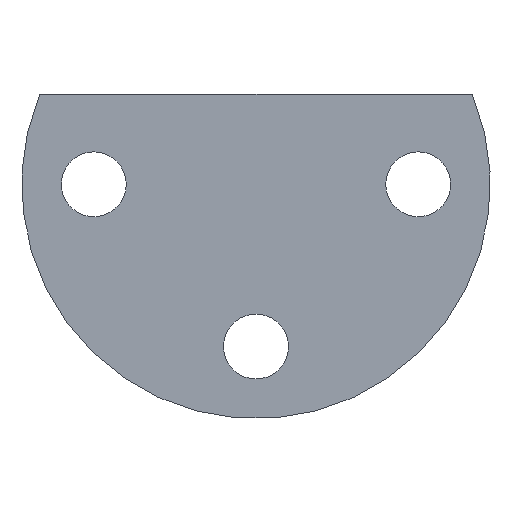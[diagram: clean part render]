
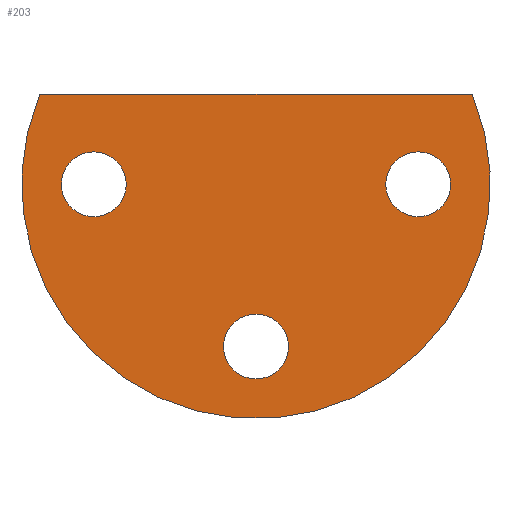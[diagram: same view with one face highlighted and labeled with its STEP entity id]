
A CAD part, left-side view. The second image highlights one B-rep face of the part: STEP entity #203.
In plain terms, the highlighted planar face has unit normal (-1, 0, 0).
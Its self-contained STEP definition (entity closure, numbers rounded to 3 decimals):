
#203 = ADVANCED_FACE( '', ( #401, #402, #403, #404 ), #405, .F. );
#401 = FACE_OUTER_BOUND( '', #585, .T. );
#402 = FACE_BOUND( '', #586, .T. );
#403 = FACE_BOUND( '', #587, .T. );
#404 = FACE_BOUND( '', #588, .T. );
#405 = PLANE( '', #589 );
#585 = EDGE_LOOP( '', ( #948, #949 ) );
#586 = EDGE_LOOP( '', ( #950 ) );
#587 = EDGE_LOOP( '', ( #951 ) );
#588 = EDGE_LOOP( '', ( #952 ) );
#589 = AXIS2_PLACEMENT_3D( '', #953, #954, #955 );
#948 = ORIENTED_EDGE( '', *, *, #1026, .F. );
#949 = ORIENTED_EDGE( '', *, *, #1081, .T. );
#950 = ORIENTED_EDGE( '', *, *, #1077, .F. );
#951 = ORIENTED_EDGE( '', *, *, #1033, .T. );
#952 = ORIENTED_EDGE( '', *, *, #1090, .F. );
#953 = CARTESIAN_POINT( '', ( 0., 0., 0. ) );
#954 = DIRECTION( '', ( 1., 0., 0. ) );
#955 = DIRECTION( '', ( 0., 0., -1. ) );
#1026 = EDGE_CURVE( '', #1195, #1193, #1197, .T. );
#1033 = EDGE_CURVE( '', #1208, #1208, #1209, .T. );
#1077 = EDGE_CURVE( '', #1273, #1273, #1274, .F. );
#1081 = EDGE_CURVE( '', #1195, #1193, #1279, .T. );
#1090 = EDGE_CURVE( '', #1290, #1290, #1291, .T. );
#1193 = VERTEX_POINT( '', #1449 );
#1195 = VERTEX_POINT( '', #1452 );
#1197 = CIRCLE( '', #1455, 32.5 );
#1208 = VERTEX_POINT( '', #1470 );
#1209 = CIRCLE( '', #1471, 4.5 );
#1273 = VERTEX_POINT( '', #1612 );
#1274 = CIRCLE( '', #1613, 4.5 );
#1279 = LINE( '', #1620, #1621 );
#1290 = VERTEX_POINT( '', #1637 );
#1291 = CIRCLE( '', #1638, 4.5 );
#1449 = CARTESIAN_POINT( '', ( 0., 30., 12.5 ) );
#1452 = CARTESIAN_POINT( '', ( 0., -30., 12.5 ) );
#1455 = AXIS2_PLACEMENT_3D( '', #1771, #1772, #1773 );
#1470 = CARTESIAN_POINT( '', ( 0., 0., -27. ) );
#1471 = AXIS2_PLACEMENT_3D( '', #1778, #1779, #1780 );
#1612 = CARTESIAN_POINT( '', ( 0., 22.5, -4.5 ) );
#1613 = AXIS2_PLACEMENT_3D( '', #1821, #1822, #1823 );
#1620 = CARTESIAN_POINT( '', ( 0., -34.5, 12.5 ) );
#1621 = VECTOR( '', #1826, 1000. );
#1637 = CARTESIAN_POINT( '', ( 0., -22.5, 4.5 ) );
#1638 = AXIS2_PLACEMENT_3D( '', #1835, #1836, #1837 );
#1771 = CARTESIAN_POINT( '', ( 0., 0., 0. ) );
#1772 = DIRECTION( '', ( 1., 0., 0. ) );
#1773 = DIRECTION( '', ( 0., 0., -1. ) );
#1778 = CARTESIAN_POINT( '', ( 0., 0., -22.5 ) );
#1779 = DIRECTION( '', ( 1., 0., 0. ) );
#1780 = DIRECTION( '', ( 0., 0., -1. ) );
#1821 = CARTESIAN_POINT( '', ( 0., 22.5, 0. ) );
#1822 = DIRECTION( '', ( 1., 0., 0. ) );
#1823 = DIRECTION( '', ( 0., 0., -1. ) );
#1826 = DIRECTION( '', ( 0., 1., 0. ) );
#1835 = CARTESIAN_POINT( '', ( 0., -22.5, 0. ) );
#1836 = DIRECTION( '', ( -1., 0., 0. ) );
#1837 = DIRECTION( '', ( 0., 0., 1. ) );
